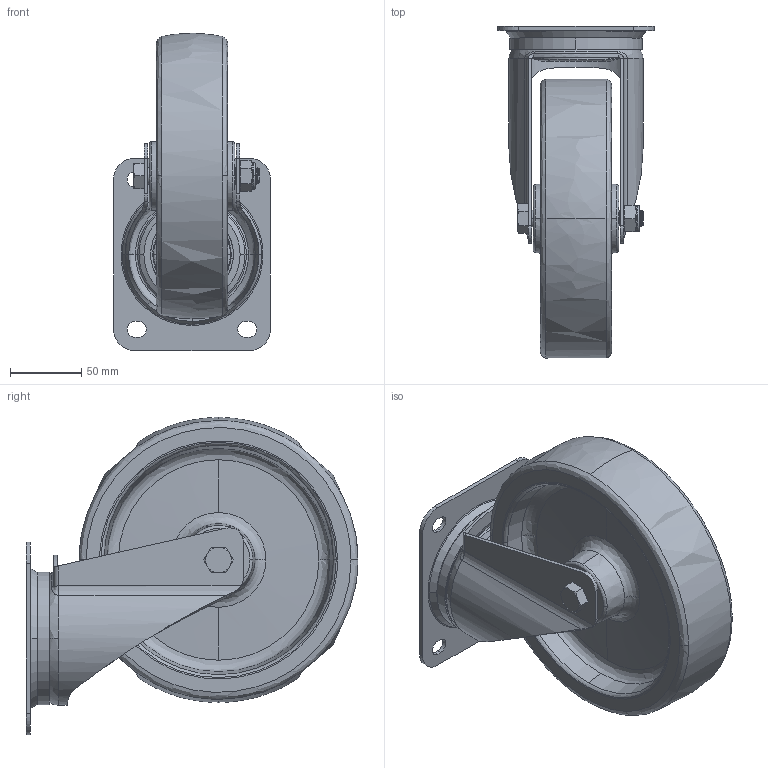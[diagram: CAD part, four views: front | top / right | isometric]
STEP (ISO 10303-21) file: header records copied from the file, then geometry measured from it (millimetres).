
FILE_DESCRIPTION (( 'STEP AP214' ), '1' );
FILE_NAME ('0056763.step', '2024-04-09T08:52:48', ( '' ), ( '' ), 'SwSTEP 2.0', 'SolidWorks 2020', '' );
FILE_SCHEMA (( 'AUTOMOTIVE_DESIGN' ));
Length unit declared in the file: millimetre
Products named in the file (1): 0056763
Bounding box: 110 x 232.76 x 222.5 mm (x, y, z)
Volume: 999369.6 mm3; surface area: 201081 mm2
Topology: 1 solids, 1 shells, 323 faces, 889 edges, 580 vertices
Faces by surface type: bspline 139, cylinder 73, plane 60, cone 51
Entity records: 47672 total; most frequent: CARTESIAN_POINT 39940, ORIENTED_EDGE 1770, DIRECTION 1135, EDGE_CURVE 885, VERTEX_POINT 580, AXIS2_PLACEMENT_3D 475, B_SPLINE_CURVE_WITH_KNOTS 379, EDGE_LOOP 355
